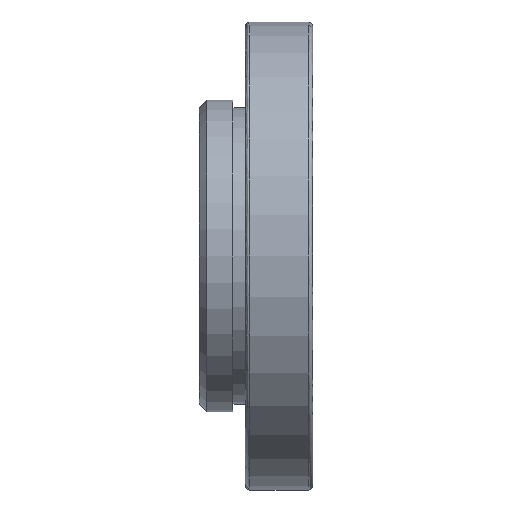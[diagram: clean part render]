
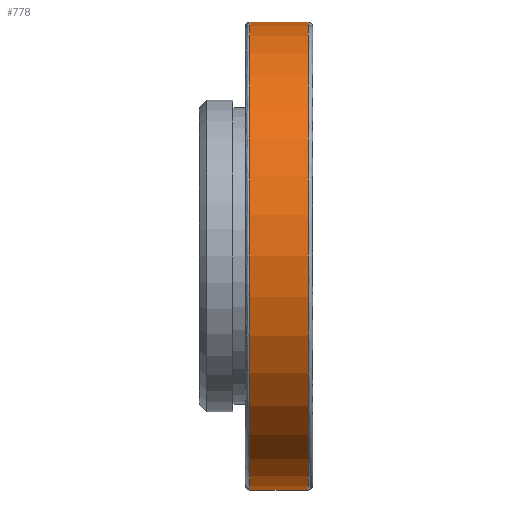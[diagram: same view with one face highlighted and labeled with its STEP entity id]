
A CAD part, front view. The second image highlights one B-rep face of the part: STEP entity #778.
In plain terms, the highlighted cylindrical face has radius 15.25 mm (diameter 30.5 mm), a full revolution.
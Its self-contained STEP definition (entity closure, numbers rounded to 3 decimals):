
#52 = CARTESIAN_POINT ( 'NONE',  ( -0.3, 0., -15.25 ) ) ;
#65 = EDGE_CURVE ( 'NONE', #70, #70, #568, .T. ) ;
#70 = VERTEX_POINT ( 'NONE', #945 ) ;
#92 = DIRECTION ( 'NONE',  ( -1., 0., 0. ) ) ;
#94 = DIRECTION ( 'NONE',  ( 0., 0., -1. ) ) ;
#100 = FACE_OUTER_BOUND ( 'NONE', #618, .T. ) ;
#132 = AXIS2_PLACEMENT_3D ( 'NONE', #615, #753, #546 ) ;
#174 = CIRCLE ( 'NONE', #456, 15.25 ) ;
#175 = EDGE_LOOP ( 'NONE', ( #705 ) ) ;
#324 = ORIENTED_EDGE ( 'NONE', *, *, #65, .F. ) ;
#456 = AXIS2_PLACEMENT_3D ( 'NONE', #467, #757, #94 ) ;
#467 = CARTESIAN_POINT ( 'NONE',  ( -0.3, 0., 0. ) ) ;
#525 = DIRECTION ( 'NONE',  ( 0., 0., 1. ) ) ;
#546 = DIRECTION ( 'NONE',  ( 0., 0., -1. ) ) ;
#568 = CIRCLE ( 'NONE', #836, 15.25 ) ;
#615 = CARTESIAN_POINT ( 'NONE',  ( 0., 0., 0. ) ) ;
#618 = EDGE_LOOP ( 'NONE', ( #324 ) ) ;
#654 = VERTEX_POINT ( 'NONE', #52 ) ;
#676 = CYLINDRICAL_SURFACE ( 'NONE', #132, 15.25 ) ;
#705 = ORIENTED_EDGE ( 'NONE', *, *, #819, .T. ) ;
#753 = DIRECTION ( 'NONE',  ( 1., 0., 0. ) ) ;
#757 = DIRECTION ( 'NONE',  ( -1., 0., 0. ) ) ;
#778 = ADVANCED_FACE ( 'NONE', ( #100, #824 ), #676, .T. ) ;
#819 = EDGE_CURVE ( 'NONE', #654, #654, #174, .T. ) ;
#821 = CARTESIAN_POINT ( 'NONE',  ( -4.1, 0., 0. ) ) ;
#824 = FACE_OUTER_BOUND ( 'NONE', #175, .T. ) ;
#836 = AXIS2_PLACEMENT_3D ( 'NONE', #821, #92, #525 ) ;
#945 = CARTESIAN_POINT ( 'NONE',  ( -4.1, 0., 15.25 ) ) ;
